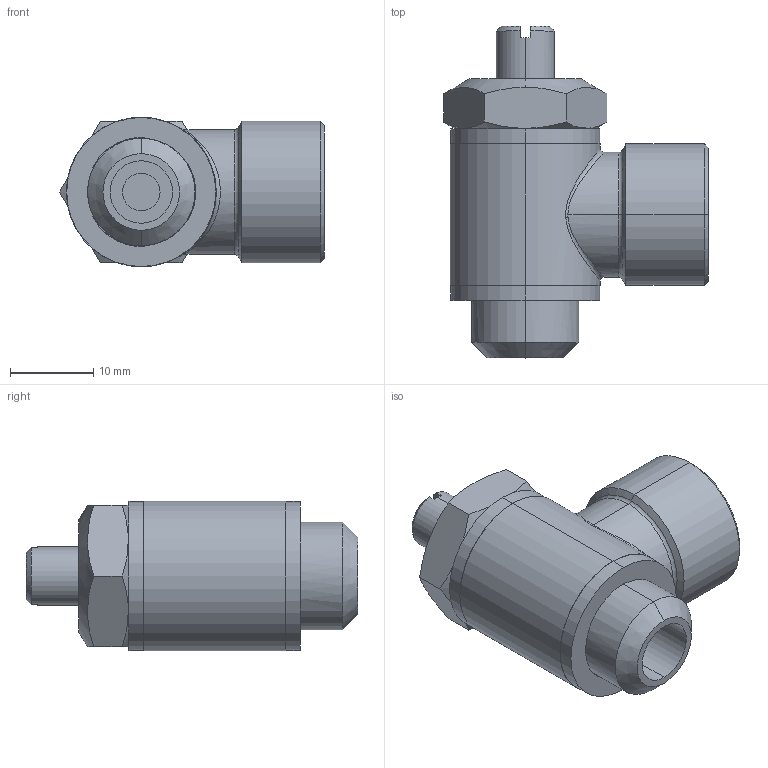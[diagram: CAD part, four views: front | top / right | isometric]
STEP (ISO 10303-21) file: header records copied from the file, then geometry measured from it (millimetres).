
FILE_DESCRIPTION (( 'STEP AP203' ), '1' );
FILE_NAME ('04070V02.STEP', '2010-03-31T06:34:31', ( '' ), ( 'sopra-pneumatic' ), 'SwSTEP 2.0', 'SolidWorks 2009', '' );
FILE_SCHEMA (( 'CONFIG_CONTROL_DESIGN' ));
Length unit declared in the file: millimetre
Products named in the file (1): 04070V02
Bounding box: 31.82 x 39.86 x 18 mm (x, y, z)
Volume: 8890.5 mm3; surface area: 4163.3 mm2
Topology: 1 solids, 2 shells, 83 faces, 200 edges, 128 vertices
Faces by surface type: plane 32, cylinder 30, cone 17, bspline 2, torus 2
Entity records: 3848 total; most frequent: CARTESIAN_POINT 1830, DIRECTION 408, ORIENTED_EDGE 400, EDGE_CURVE 200, AXIS2_PLACEMENT_3D 165, VERTEX_POINT 128, EDGE_LOOP 98, CIRCLE 83
